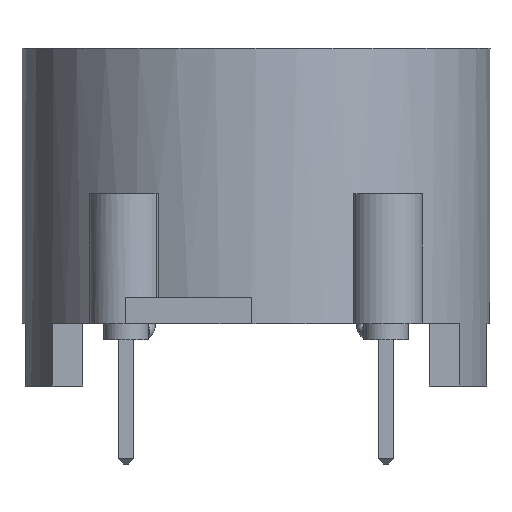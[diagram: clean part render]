
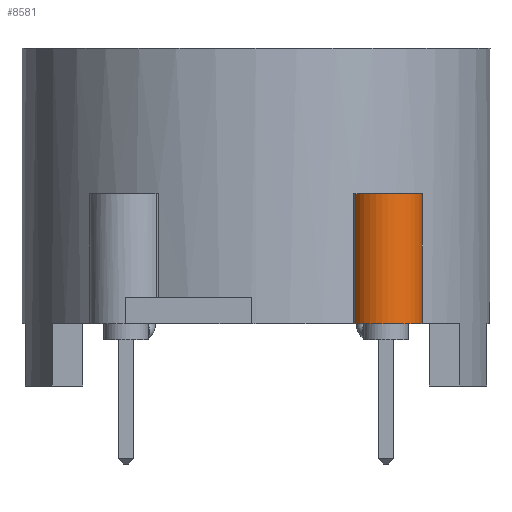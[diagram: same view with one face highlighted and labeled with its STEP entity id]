
A CAD part, left-side view. The second image highlights one B-rep face of the part: STEP entity #8581.
In plain terms, the highlighted cylindrical face has radius 1.4 mm (diameter 2.8 mm), a partial arc.
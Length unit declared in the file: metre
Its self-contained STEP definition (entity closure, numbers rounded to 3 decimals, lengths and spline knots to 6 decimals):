
#209=CYLINDRICAL_SURFACE('',#9077,0.0014);
#363=CIRCLE('',#9047,0.0014);
#383=CIRCLE('',#9078,0.0014);
#1104=ORIENTED_EDGE('',*,*,#2388,.T.);
#1105=ORIENTED_EDGE('',*,*,#2389,.F.);
#1106=ORIENTED_EDGE('',*,*,#2320,.F.);
#1107=ORIENTED_EDGE('',*,*,#2390,.T.);
#2320=EDGE_CURVE('',#3034,#3035,#363,.T.);
#2388=EDGE_CURVE('',#3080,#3081,#383,.T.);
#2389=EDGE_CURVE('',#3035,#3081,#3558,.T.);
#2390=EDGE_CURVE('',#3034,#3080,#3559,.T.);
#3034=VERTEX_POINT('',#15436);
#3035=VERTEX_POINT('',#15438);
#3080=VERTEX_POINT('',#15719);
#3081=VERTEX_POINT('',#15720);
#3558=LINE('',#15721,#4040);
#3559=LINE('',#15722,#4041);
#4040=VECTOR('',#10142,1.);
#4041=VECTOR('',#10143,1.);
#4558=EDGE_LOOP('',(#1104,#1105,#1106,#1107));
#5150=FACE_BOUND('',#4558,.T.);
#8581=ADVANCED_FACE('',(#5150),#209,.T.);
#9047=AXIS2_PLACEMENT_3D('',#15437,#10037,#10038);
#9077=AXIS2_PLACEMENT_3D('',#15717,#10138,#10139);
#9078=AXIS2_PLACEMENT_3D('',#15718,#10140,#10141);
#10037=DIRECTION('',(0.,0.,-1.));
#10038=DIRECTION('',(0.,-1.,0.));
#10138=DIRECTION('',(0.,0.,-1.));
#10139=DIRECTION('',(1.,0.,0.));
#10140=DIRECTION('',(0.,0.,-1.));
#10141=DIRECTION('',(0.,-1.,0.));
#10142=DIRECTION('',(0.,0.,1.));
#10143=DIRECTION('',(0.,0.,1.));
#15436=CARTESIAN_POINT('',(0.006723,0.006165,-0.0106));
#15437=CARTESIAN_POINT('',(0.0075,0.005,-0.0106));
#15438=CARTESIAN_POINT('',(0.008277,0.003835,-0.0106));
#15717=CARTESIAN_POINT('',(0.0075,0.005,-0.0106));
#15718=CARTESIAN_POINT('',(0.0075,0.005,-0.0056));
#15719=CARTESIAN_POINT('',(0.006723,0.006165,-0.0056));
#15720=CARTESIAN_POINT('',(0.008277,0.003835,-0.0056));
#15721=CARTESIAN_POINT('',(0.008277,0.003835,-0.0106));
#15722=CARTESIAN_POINT('',(0.006723,0.006165,-0.0106));
